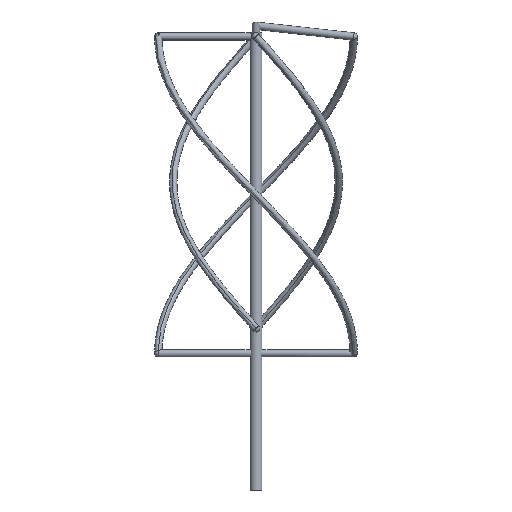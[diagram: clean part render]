
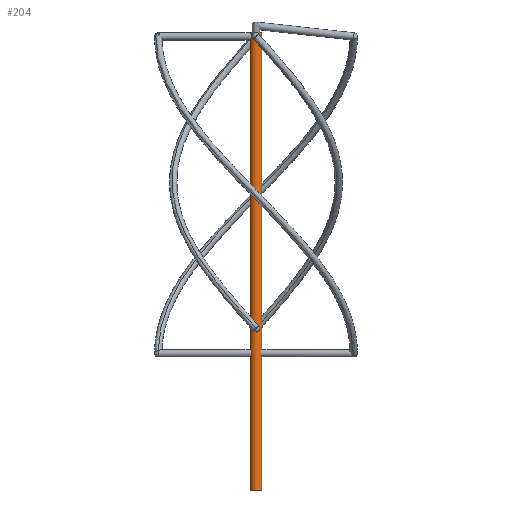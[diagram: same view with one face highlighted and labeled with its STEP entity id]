
A CAD part, front view. The second image highlights one B-rep face of the part: STEP entity #204.
In plain terms, the highlighted cylindrical face has radius 1.8 mm (diameter 3.6 mm), a partial arc.
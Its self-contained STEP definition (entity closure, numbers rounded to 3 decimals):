
#204=ADVANCED_FACE('',(#295),#296,.T.);
#295=FACE_OUTER_BOUND('',#460,.T.);
#296=CYLINDRICAL_SURFACE('',#461,1.8);
#460=EDGE_LOOP('',(#2983,#2984,#2985,#2986));
#461=AXIS2_PLACEMENT_3D('',#2987,#2988,#2989);
#2983=ORIENTED_EDGE('',*,*,#3458,.T.);
#2984=ORIENTED_EDGE('',*,*,#3464,.F.);
#2985=ORIENTED_EDGE('',*,*,#3460,.T.);
#2986=ORIENTED_EDGE('',*,*,#3462,.T.);
#2987=CARTESIAN_POINT('',(0.0,0.0,68.75));
#2988=DIRECTION('',(0.0,0.0,1.0));
#2989=DIRECTION('',(1.0,0.0,0.0));
#3458=EDGE_CURVE('',#3614,#3615,#3616,.T.);
#3460=EDGE_CURVE('',#3619,#3617,#3620,.T.);
#3462=EDGE_CURVE('',#3617,#3614,#3622,.T.);
#3464=EDGE_CURVE('',#3619,#3615,#3624,.T.);
#3614=VERTEX_POINT('',#3856);
#3615=VERTEX_POINT('',#3857);
#3616=LINE('',#3858,#3859);
#3617=VERTEX_POINT('',#3860);
#3619=VERTEX_POINT('',#3862);
#3620=LINE('',#3863,#3864);
#3622=CIRCLE('',#3866,1.8);
#3624=CIRCLE('',#3868,1.8);
#3856=CARTESIAN_POINT('',(1.8,0.0,0.0));
#3857=CARTESIAN_POINT('',(1.8,0.0,137.5));
#3858=CARTESIAN_POINT('',(1.8,0.,68.75));
#3859=VECTOR('',#4488,1.0);
#3860=CARTESIAN_POINT('',(-1.8,0.,0.0));
#3862=CARTESIAN_POINT('',(-1.8,0.,137.5));
#3863=CARTESIAN_POINT('',(-1.8,0.,68.75));
#3864=VECTOR('',#4492,1.0);
#3866=AXIS2_PLACEMENT_3D('',#4496,#4497,#4498);
#3868=AXIS2_PLACEMENT_3D('',#4502,#4503,#4504);
#4488=DIRECTION('',(0.0,0.0,1.0));
#4492=DIRECTION('',(-0.0,-0.0,-1.0));
#4496=CARTESIAN_POINT('',(0.0,0.0,0.0));
#4497=DIRECTION('',(0.0,0.0,1.0));
#4498=DIRECTION('',(1.0,0.0,0.0));
#4502=CARTESIAN_POINT('',(0.0,0.0,137.5));
#4503=DIRECTION('',(0.0,0.0,1.0));
#4504=DIRECTION('',(1.0,0.0,0.0));
